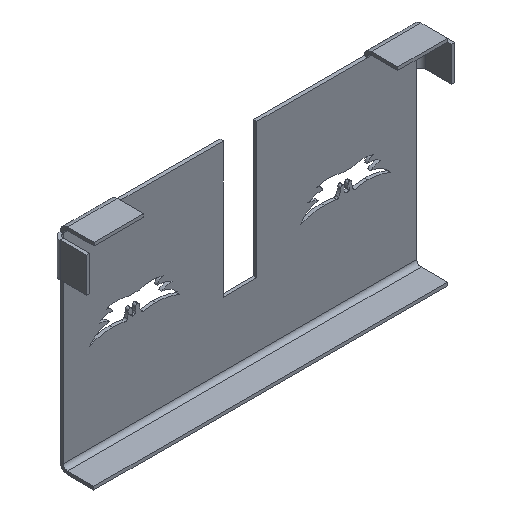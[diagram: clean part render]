
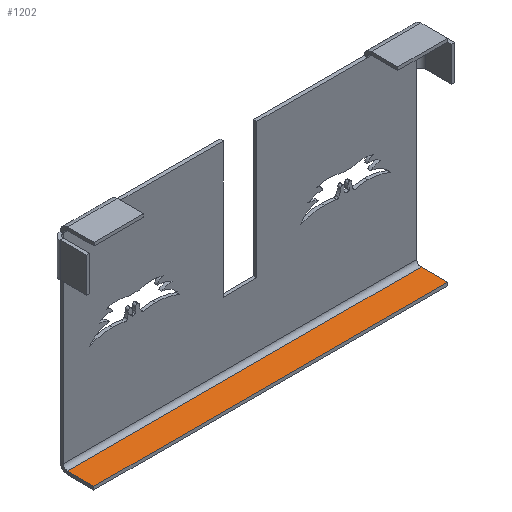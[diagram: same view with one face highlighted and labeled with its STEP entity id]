
A CAD part, isometric view. The second image highlights one B-rep face of the part: STEP entity #1202.
In plain terms, the highlighted planar face has unit normal (0, 0, 1).
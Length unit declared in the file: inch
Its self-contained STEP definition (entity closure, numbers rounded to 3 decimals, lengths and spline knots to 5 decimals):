
#32 = LINE ( 'NONE', #3420, #953 ) ;
#50 = DIRECTION ( 'NONE',  ( 0., 1., 0. ) ) ;
#355 = CARTESIAN_POINT ( 'NONE',  ( 0., 0., -3.075 ) ) ;
#670 = DIRECTION ( 'NONE',  ( 0., -1., 0. ) ) ;
#684 = DIRECTION ( 'NONE',  ( 0., 0., 1. ) ) ;
#699 = CARTESIAN_POINT ( 'NONE',  ( -5.22375, -1., -3.075 ) ) ;
#723 = EDGE_CURVE ( 'NONE', #2895, #1326, #2309, .T. ) ;
#759 = ORIENTED_EDGE ( 'NONE', *, *, #723, .F. ) ;
#953 = VECTOR ( 'NONE', #1235, 39.37008 ) ;
#1008 = EDGE_CURVE ( 'NONE', #3198, #2895, #32, .T. ) ;
#1182 = EDGE_CURVE ( 'NONE', #1326, #3760, #3449, .T. ) ;
#1202 = ADVANCED_FACE ( 'NONE', ( #3197 ), #1626, .T. ) ;
#1235 = DIRECTION ( 'NONE',  ( 0., -1., 0. ) ) ;
#1240 = CARTESIAN_POINT ( 'NONE',  ( -5.22375, -0.21875, -3.075 ) ) ;
#1301 = EDGE_LOOP ( 'NONE', ( #2460, #2182, #1932, #759 ) ) ;
#1326 = VERTEX_POINT ( 'NONE', #699 ) ;
#1626 = PLANE ( 'NONE',  #3013 ) ;
#1710 = VECTOR ( 'NONE', #2956, 39.37008 ) ;
#1778 = CARTESIAN_POINT ( 'NONE',  ( 5.22375, -0.21875, -3.075 ) ) ;
#1932 = ORIENTED_EDGE ( 'NONE', *, *, #1182, .F. ) ;
#1948 = CARTESIAN_POINT ( 'NONE',  ( 5.22375, -1., -3.075 ) ) ;
#2075 = DIRECTION ( 'NONE',  ( -1., 0., 0. ) ) ;
#2182 = ORIENTED_EDGE ( 'NONE', *, *, #2367, .F. ) ;
#2281 = CARTESIAN_POINT ( 'NONE',  ( -5.22375, -0.09375, -3.075 ) ) ;
#2309 = LINE ( 'NONE', #2419, #2830 ) ;
#2367 = EDGE_CURVE ( 'NONE', #3760, #3198, #2566, .T. ) ;
#2419 = CARTESIAN_POINT ( 'NONE',  ( -5.22375, -1., -3.075 ) ) ;
#2460 = ORIENTED_EDGE ( 'NONE', *, *, #1008, .F. ) ;
#2566 = LINE ( 'NONE', #3570, #1710 ) ;
#2830 = VECTOR ( 'NONE', #2075, 39.37008 ) ;
#2895 = VERTEX_POINT ( 'NONE', #1948 ) ;
#2956 = DIRECTION ( 'NONE',  ( 1., 0., 0. ) ) ;
#3013 = AXIS2_PLACEMENT_3D ( 'NONE', #355, #684, #670 ) ;
#3096 = VECTOR ( 'NONE', #50, 39.37008 ) ;
#3197 = FACE_OUTER_BOUND ( 'NONE', #1301, .T. ) ;
#3198 = VERTEX_POINT ( 'NONE', #1778 ) ;
#3420 = CARTESIAN_POINT ( 'NONE',  ( 5.22375, -1., -3.075 ) ) ;
#3449 = LINE ( 'NONE', #2281, #3096 ) ;
#3570 = CARTESIAN_POINT ( 'NONE',  ( -5.22375, -0.21875, -3.075 ) ) ;
#3760 = VERTEX_POINT ( 'NONE', #1240 ) ;
